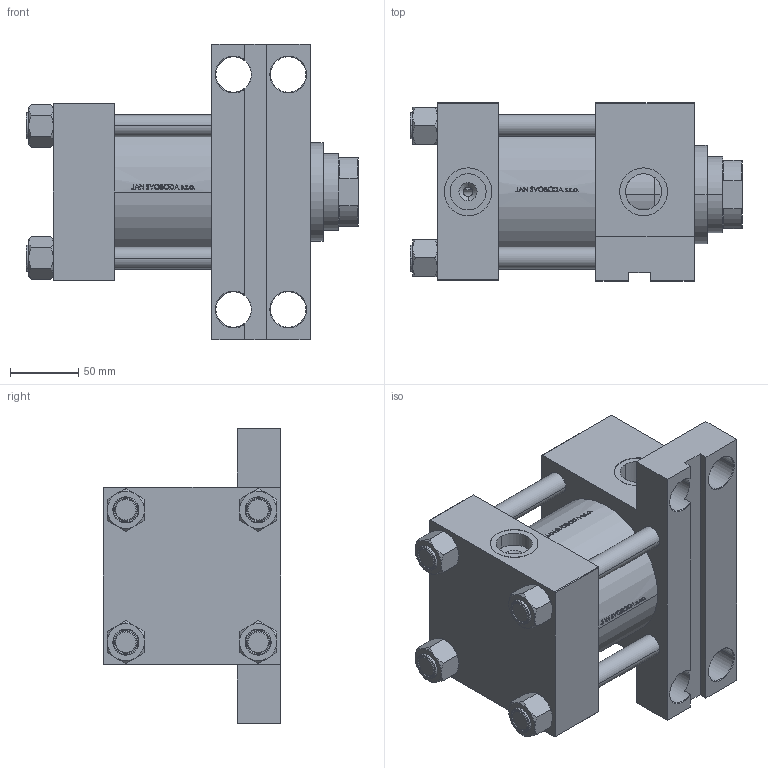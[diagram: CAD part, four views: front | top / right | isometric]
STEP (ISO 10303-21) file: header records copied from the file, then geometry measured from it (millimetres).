
FILE_DESCRIPTION (( 'STEP AP203' ), '1' );
FILE_NAME ('aa1c.STEP', '2023-01-17T17:19:24', ( '' ), ( '' ), 'SwSTEP 2.0', 'SolidWorks 2019', '' );
FILE_SCHEMA (( 'CONFIG_CONTROL_DESIGN' ));
Length unit declared in the file: millimetre
Products named in the file (6): aa1c; V215CR_VCP_F c44910a4962918bf7e8ab1d2f60d7800; NUT_M5_F c44910a4962918bf7e8ab1d2f60d7800; V215CR_F_TYCINKA c44910a4962918bf7e8ab1d2f60d7800; V215CR_F_Body c44910a4962918bf7e8ab1d2f60d7800; V215_VC_A c44910a4962918bf7e8ab1d2f60d7800
Assembly tree (11 placements, depth 2):
  aa1c
    V215CR_F_Body c44910a4962918bf7e8ab1d2f60d7800
    V215CR_VCP_F c44910a4962918bf7e8ab1d2f60d7800
    V215CR_F_TYCINKA c44910a4962918bf7e8ab1d2f60d7800  x4
    NUT_M5_F c44910a4962918bf7e8ab1d2f60d7800  x4
    V215_VC_A c44910a4962918bf7e8ab1d2f60d7800
Bounding box: 243 x 130 x 216 mm (x, y, z)
Volume: 2600369.9 mm3; surface area: 355387.7 mm2
Topology: 11 solids, 11 shells, 1159 faces, 2912 edges, 1891 vertices
Faces by surface type: plane 489, bspline 380, cone 152, cylinder 130, torus 8
Entity records: 48408 total; most frequent: CARTESIAN_POINT 26085, ORIENTED_EDGE 5088, DIRECTION 3232, EDGE_CURVE 2544, VERTEX_POINT 1669, VECTOR 1312, LINE 1312, EDGE_LOOP 1139
